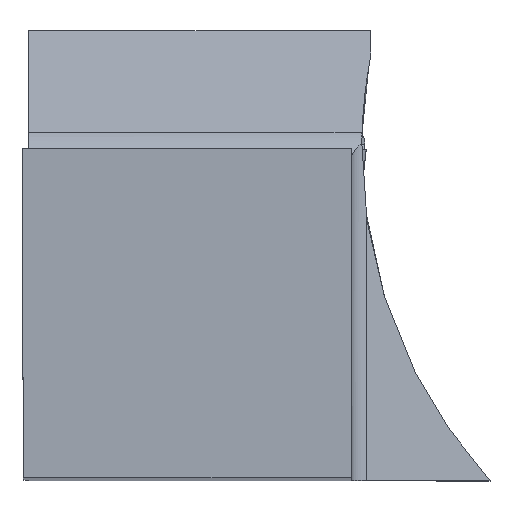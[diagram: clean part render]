
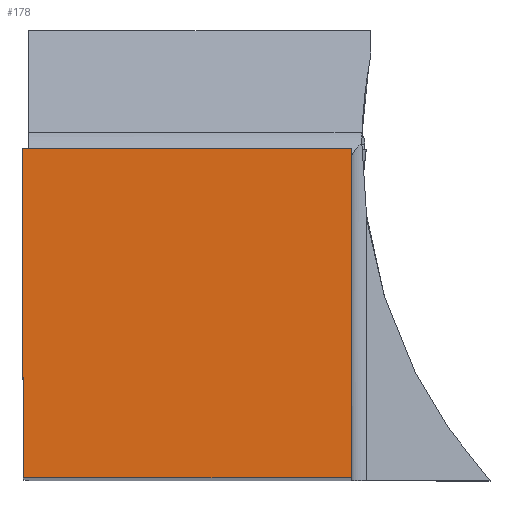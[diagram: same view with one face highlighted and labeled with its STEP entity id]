
A CAD part, top view. The second image highlights one B-rep face of the part: STEP entity #178.
In plain terms, the highlighted planar face has unit normal (0, 0, 1).
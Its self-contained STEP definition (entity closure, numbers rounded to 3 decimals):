
#120=PLANE('',#1547);
#178=ADVANCED_FACE('CU_BACK_SU1',(#259),#120,.F.);
#259=FACE_OUTER_BOUND('',#329,.T.);
#329=EDGE_LOOP('',(#829,#830,#831,#832));
#447=LINE('',#2210,#583);
#455=LINE('',#2244,#591);
#458=LINE('',#2254,#594);
#480=LINE('',#2323,#616);
#583=VECTOR('',#1698,1.);
#591=VECTOR('',#1712,1.);
#594=VECTOR('',#1721,1.);
#616=VECTOR('',#1769,1.);
#829=ORIENTED_EDGE('',*,*,#1280,.T.);
#830=ORIENTED_EDGE('',*,*,#1322,.F.);
#831=ORIENTED_EDGE('',*,*,#1295,.T.);
#832=ORIENTED_EDGE('',*,*,#1290,.T.);
#1140=VERTEX_POINT('',#2209);
#1141=VERTEX_POINT('',#2211);
#1148=VERTEX_POINT('',#2245);
#1152=VERTEX_POINT('',#2255);
#1280=EDGE_CURVE('',#1141,#1140,#447,.T.);
#1290=EDGE_CURVE('',#1148,#1141,#455,.T.);
#1295=EDGE_CURVE('',#1152,#1148,#458,.T.);
#1322=EDGE_CURVE('',#1152,#1140,#480,.T.);
#1547=AXIS2_PLACEMENT_3D('',#2324,#1770,#1771);
#1698=DIRECTION('',(1.,0.,0.));
#1712=DIRECTION('',(0.004,-1.,0.));
#1721=DIRECTION('',(-1.,0.,0.));
#1769=DIRECTION('',(0.,-1.,0.));
#1770=DIRECTION('',(0.,0.,-1.));
#1771=DIRECTION('',(0.,-1.,0.));
#2209=CARTESIAN_POINT('',(25.273,0.,0.));
#2210=CARTESIAN_POINT('',(-23.264,0.,0.));
#2211=CARTESIAN_POINT('',(0.11,0.,0.));
#2244=CARTESIAN_POINT('',(-0.088,45.374,0.));
#2245=CARTESIAN_POINT('',(0.,25.273,0.));
#2254=CARTESIAN_POINT('',(-23.264,25.273,0.));
#2255=CARTESIAN_POINT('',(25.273,25.273,0.));
#2323=CARTESIAN_POINT('',(25.273,45.273,0.));
#2324=CARTESIAN_POINT('',(-23.264,45.273,0.));
